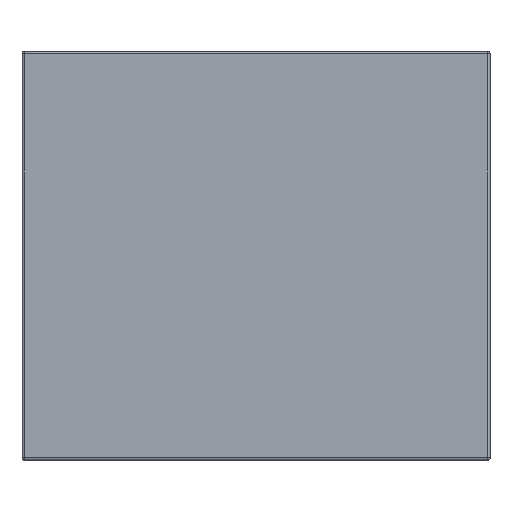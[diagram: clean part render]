
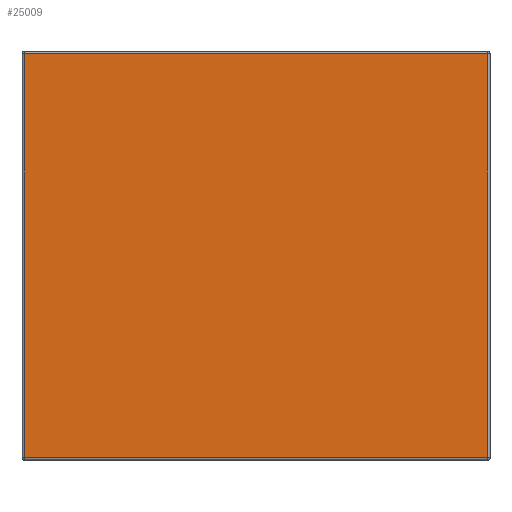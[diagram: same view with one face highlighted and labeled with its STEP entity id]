
A CAD part, top view. The second image highlights one B-rep face of the part: STEP entity #25009.
In plain terms, the highlighted planar face has unit normal (0, 0, 1).
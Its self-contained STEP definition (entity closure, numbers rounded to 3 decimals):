
#345 = LINE ( 'NONE', #25992, #32886 ) ;
#1083 = VERTEX_POINT ( 'NONE', #7626 ) ;
#3429 = VECTOR ( 'NONE', #26202, 1000. ) ;
#4627 = CARTESIAN_POINT ( 'NONE',  ( -4.7, 4.1, 4. ) ) ;
#7009 = CARTESIAN_POINT ( 'NONE',  ( 4.7, -4.1, 4. ) ) ;
#7626 = CARTESIAN_POINT ( 'NONE',  ( -4.7, -4.1, 4. ) ) ;
#8935 = DIRECTION ( 'NONE',  ( 0., -1., 0. ) ) ;
#9238 = AXIS2_PLACEMENT_3D ( 'NONE', #29575, #9996, #12938 ) ;
#9647 = LINE ( 'NONE', #28512, #26419 ) ;
#9661 = PLANE ( 'NONE',  #9238 ) ;
#9996 = DIRECTION ( 'NONE',  ( 0., 0., 1. ) ) ;
#11571 = VERTEX_POINT ( 'NONE', #7009 ) ;
#12938 = DIRECTION ( 'NONE',  ( 1., 0., 0. ) ) ;
#14953 = CARTESIAN_POINT ( 'NONE',  ( -4.75, 4.1, 4. ) ) ;
#15366 = CARTESIAN_POINT ( 'NONE',  ( 4.75, -4.1, 4. ) ) ;
#15975 = ORIENTED_EDGE ( 'NONE', *, *, #19761, .T. ) ;
#16078 = EDGE_CURVE ( 'NONE', #1083, #11571, #34863, .T. ) ;
#17180 = VECTOR ( 'NONE', #34249, 1000. ) ;
#18002 = LINE ( 'NONE', #14953, #17180 ) ;
#18665 = VERTEX_POINT ( 'NONE', #4627 ) ;
#18817 = CARTESIAN_POINT ( 'NONE',  ( 4.7, 4.1, 4. ) ) ;
#19761 = EDGE_CURVE ( 'NONE', #18665, #1083, #9647, .T. ) ;
#20358 = ORIENTED_EDGE ( 'NONE', *, *, #24288, .T. ) ;
#23268 = DIRECTION ( 'NONE',  ( 0., 1., 0. ) ) ;
#23401 = ORIENTED_EDGE ( 'NONE', *, *, #30455, .T. ) ;
#24288 = EDGE_CURVE ( 'NONE', #11571, #29548, #345, .T. ) ;
#25009 = ADVANCED_FACE ( 'NONE', ( #34466 ), #9661, .T. ) ;
#25992 = CARTESIAN_POINT ( 'NONE',  ( 4.7, 4.15, 4. ) ) ;
#26202 = DIRECTION ( 'NONE',  ( 1., 0., 0. ) ) ;
#26419 = VECTOR ( 'NONE', #8935, 1000. ) ;
#28512 = CARTESIAN_POINT ( 'NONE',  ( -4.7, -4.15, 4. ) ) ;
#29548 = VERTEX_POINT ( 'NONE', #18817 ) ;
#29575 = CARTESIAN_POINT ( 'NONE',  ( 0., 0., 4. ) ) ;
#30332 = ORIENTED_EDGE ( 'NONE', *, *, #16078, .T. ) ;
#30455 = EDGE_CURVE ( 'NONE', #29548, #18665, #18002, .T. ) ;
#32886 = VECTOR ( 'NONE', #23268, 1000. ) ;
#32925 = EDGE_LOOP ( 'NONE', ( #15975, #30332, #20358, #23401 ) ) ;
#34249 = DIRECTION ( 'NONE',  ( -1., 0., 0. ) ) ;
#34466 = FACE_OUTER_BOUND ( 'NONE', #32925, .T. ) ;
#34863 = LINE ( 'NONE', #15366, #3429 ) ;
